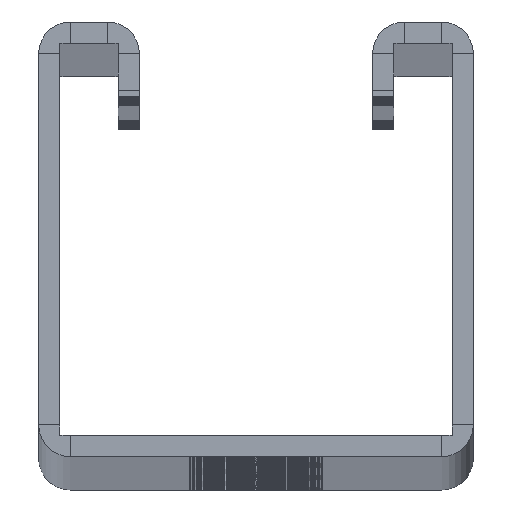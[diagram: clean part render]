
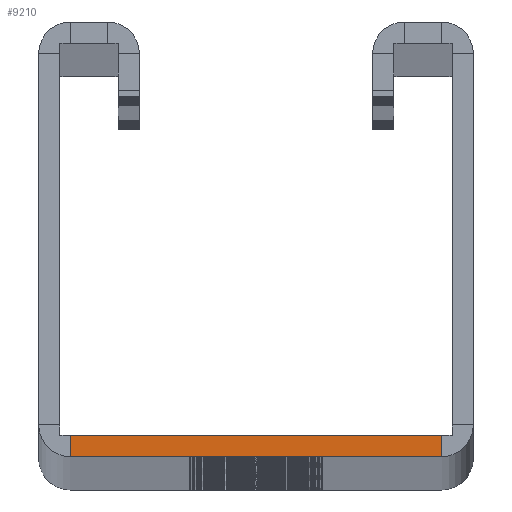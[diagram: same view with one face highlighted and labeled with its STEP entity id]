
A CAD part, top view. The second image highlights one B-rep face of the part: STEP entity #9210.
In plain terms, the highlighted planar face has unit normal (0, 0, 1).
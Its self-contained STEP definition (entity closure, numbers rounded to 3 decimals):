
#4682 = ORIENTED_EDGE ( 'NONE', *, *, #12942, .F. ) ;
#9210 = ADVANCED_FACE ( 'NONE', ( #16406 ), #17791, .T. ) ;
#10323 = VERTEX_POINT ( 'NONE', #40260 ) ;
#10408 = DIRECTION ( 'NONE',  ( -1., 0., 0. ) ) ;
#12942 = EDGE_CURVE ( 'NONE', #10323, #48619, #45669, .T. ) ;
#15043 = AXIS2_PLACEMENT_3D ( 'NONE', #18238, #39303, #39538 ) ;
#16406 = FACE_OUTER_BOUND ( 'NONE', #58606, .T. ) ;
#17791 = PLANE ( 'NONE',  #15043 ) ;
#18238 = CARTESIAN_POINT ( 'NONE',  ( -14., 38., 0. ) ) ;
#24719 = VECTOR ( 'NONE', #10408, 1000. ) ;
#27042 = VECTOR ( 'NONE', #53148, 1000. ) ;
#29216 = EDGE_CURVE ( 'NONE', #31743, #65918, #49066, .T. ) ;
#31743 = VERTEX_POINT ( 'NONE', #65873 ) ;
#35471 = ORIENTED_EDGE ( 'NONE', *, *, #54465, .F. ) ;
#38126 = VECTOR ( 'NONE', #41331, 1000. ) ;
#39303 = DIRECTION ( 'NONE',  ( 0., 0., 1. ) ) ;
#39538 = DIRECTION ( 'NONE',  ( 1., 0., 0. ) ) ;
#40260 = CARTESIAN_POINT ( 'NONE',  ( 17.5, 0., 0. ) ) ;
#41331 = DIRECTION ( 'NONE',  ( 0., -1., 0. ) ) ;
#45669 = LINE ( 'NONE', #58517, #24719 ) ;
#47653 = CARTESIAN_POINT ( 'NONE',  ( -17.5, 0., 0. ) ) ;
#48619 = VERTEX_POINT ( 'NONE', #47653 ) ;
#49066 = LINE ( 'NONE', #49238, #51609 ) ;
#49238 = CARTESIAN_POINT ( 'NONE',  ( 0., 2., 0. ) ) ;
#51609 = VECTOR ( 'NONE', #59956, 1000. ) ;
#52476 = CARTESIAN_POINT ( 'NONE',  ( -17.5, 2., 0. ) ) ;
#53148 = DIRECTION ( 'NONE',  ( 0., -1., 0. ) ) ;
#54465 = EDGE_CURVE ( 'NONE', #31743, #10323, #54831, .T. ) ;
#54613 = ORIENTED_EDGE ( 'NONE', *, *, #29216, .T. ) ;
#54734 = CARTESIAN_POINT ( 'NONE',  ( -17.5, 2., 0. ) ) ;
#54831 = LINE ( 'NONE', #63293, #38126 ) ;
#57167 = LINE ( 'NONE', #52476, #27042 ) ;
#58517 = CARTESIAN_POINT ( 'NONE',  ( 0., 0., 0. ) ) ;
#58606 = EDGE_LOOP ( 'NONE', ( #54613, #61268, #4682, #35471 ) ) ;
#59886 = EDGE_CURVE ( 'NONE', #65918, #48619, #57167, .T. ) ;
#59956 = DIRECTION ( 'NONE',  ( -1., 0., 0. ) ) ;
#61268 = ORIENTED_EDGE ( 'NONE', *, *, #59886, .T. ) ;
#63293 = CARTESIAN_POINT ( 'NONE',  ( 17.5, 2., 0. ) ) ;
#65873 = CARTESIAN_POINT ( 'NONE',  ( 17.5, 2., 0. ) ) ;
#65918 = VERTEX_POINT ( 'NONE', #54734 ) ;
